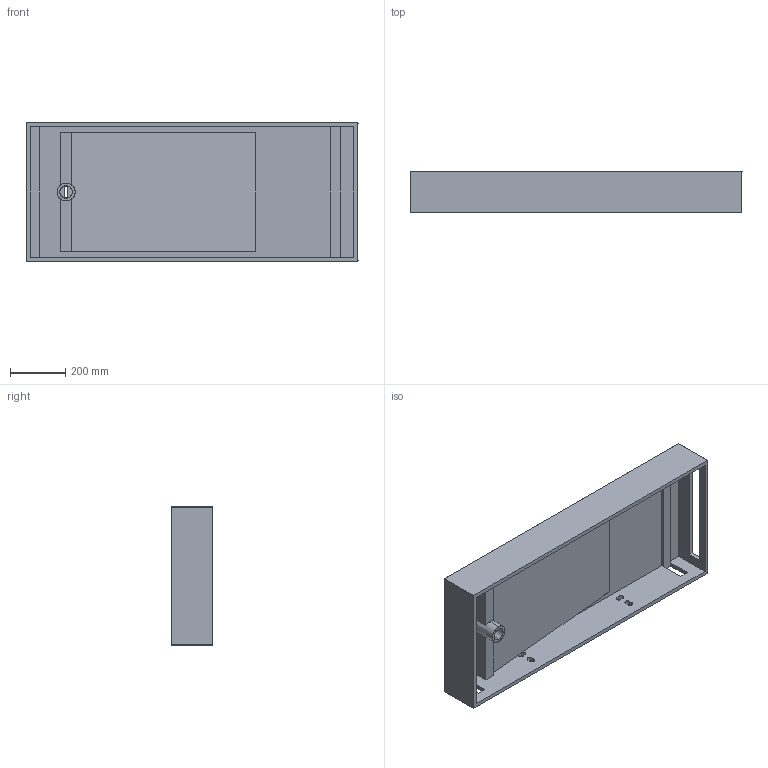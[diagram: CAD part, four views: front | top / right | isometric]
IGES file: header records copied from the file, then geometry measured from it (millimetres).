
Start section: SolidWorks IGES file using analytic representation for surfaces
Global section: file name: pw16ﾃｫｽ昤ﾋ.IGS,; native system: SolidWorks 2010; preprocessor: SolidWorks 2010; author: Administrator; date: 110215.075131; units: millimetre
Bounding box: 1200 x 150 x 500 mm (x, y, z)
Surface area: 2311415.2 mm2 (no closed solid volume)
Topology: 0 solids, 0 shells, 88 faces, 1068 edges, 1064 vertices
Faces by surface type: bspline 55, revolution 33
